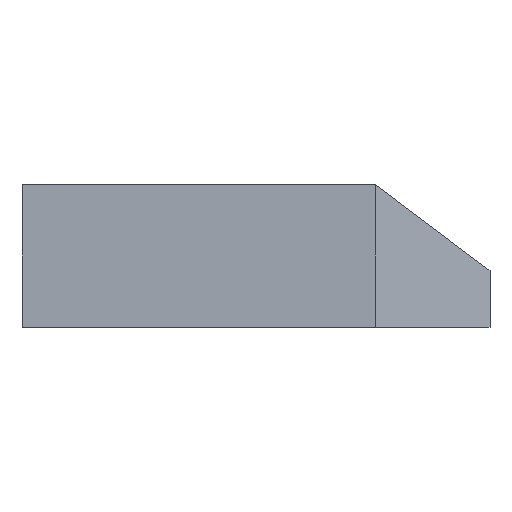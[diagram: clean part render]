
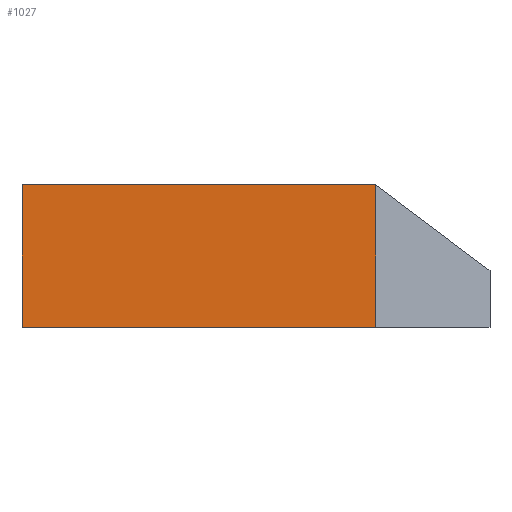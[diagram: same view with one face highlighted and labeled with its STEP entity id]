
A CAD part, left-side view. The second image highlights one B-rep face of the part: STEP entity #1027.
In plain terms, the highlighted planar face has unit normal (-1, 0, 0).
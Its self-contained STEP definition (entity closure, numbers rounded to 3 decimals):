
#22 = VECTOR ( 'NONE', #1143, 1000. ) ;
#27 = LINE ( 'NONE', #1058, #22 ) ;
#44 = AXIS2_PLACEMENT_3D ( 'NONE', #1086, #1326, #783 ) ;
#106 = PLANE ( 'NONE',  #44 ) ;
#116 = EDGE_CURVE ( 'NONE', #829, #940, #576, .T. ) ;
#141 = CARTESIAN_POINT ( 'NONE',  ( -10., 0., 3.5 ) ) ;
#145 = CARTESIAN_POINT ( 'NONE',  ( -10., 15.5, -2.75 ) ) ;
#220 = FACE_OUTER_BOUND ( 'NONE', #685, .T. ) ;
#236 = VECTOR ( 'NONE', #332, 1000. ) ;
#244 = LINE ( 'NONE', #997, #236 ) ;
#253 = ORIENTED_EDGE ( 'NONE', *, *, #561, .F. ) ;
#303 = CARTESIAN_POINT ( 'NONE',  ( -10., 0., -2.75 ) ) ;
#332 = DIRECTION ( 'NONE',  ( 0., 0., 1. ) ) ;
#413 = LINE ( 'NONE', #476, #428 ) ;
#428 = VECTOR ( 'NONE', #483, 1000. ) ;
#476 = CARTESIAN_POINT ( 'NONE',  ( -10., -30.5, -2.75 ) ) ;
#483 = DIRECTION ( 'NONE',  ( 0., 1., 0. ) ) ;
#561 = EDGE_CURVE ( 'NONE', #696, #829, #413, .T. ) ;
#576 = LINE ( 'NONE', #1038, #586 ) ;
#586 = VECTOR ( 'NONE', #1037, 1000. ) ;
#685 = EDGE_LOOP ( 'NONE', ( #961, #253, #1105, #1205 ) ) ;
#696 = VERTEX_POINT ( 'NONE', #303 ) ;
#783 = DIRECTION ( 'NONE',  ( 0., 0., -1. ) ) ;
#829 = VERTEX_POINT ( 'NONE', #145 ) ;
#835 = VERTEX_POINT ( 'NONE', #141 ) ;
#940 = VERTEX_POINT ( 'NONE', #1076 ) ;
#961 = ORIENTED_EDGE ( 'NONE', *, *, #116, .F. ) ;
#997 = CARTESIAN_POINT ( 'NONE',  ( -10., 0., 3.5 ) ) ;
#1015 = EDGE_CURVE ( 'NONE', #696, #835, #244, .T. ) ;
#1027 = ADVANCED_FACE ( 'NONE', ( #220 ), #106, .F. ) ;
#1037 = DIRECTION ( 'NONE',  ( 0., 0., 1. ) ) ;
#1038 = CARTESIAN_POINT ( 'NONE',  ( -10., 15.5, 3.5 ) ) ;
#1058 = CARTESIAN_POINT ( 'NONE',  ( -10., 15.5, 3.5 ) ) ;
#1076 = CARTESIAN_POINT ( 'NONE',  ( -10., 15.5, 3.5 ) ) ;
#1086 = CARTESIAN_POINT ( 'NONE',  ( -10., 15.5, 3.5 ) ) ;
#1105 = ORIENTED_EDGE ( 'NONE', *, *, #1015, .T. ) ;
#1143 = DIRECTION ( 'NONE',  ( 0., -1., 0. ) ) ;
#1205 = ORIENTED_EDGE ( 'NONE', *, *, #1281, .F. ) ;
#1281 = EDGE_CURVE ( 'NONE', #940, #835, #27, .T. ) ;
#1326 = DIRECTION ( 'NONE',  ( 1., 0., 0. ) ) ;
